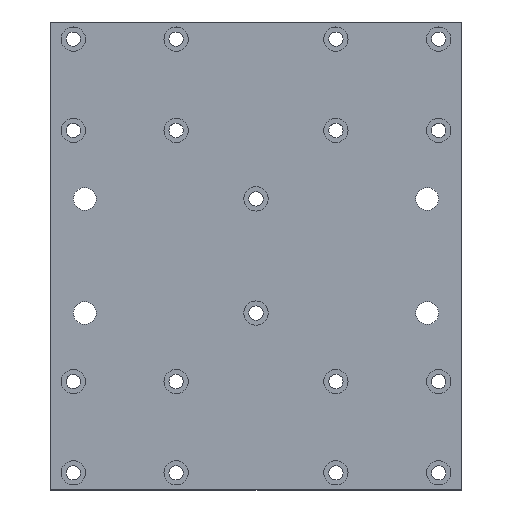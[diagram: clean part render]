
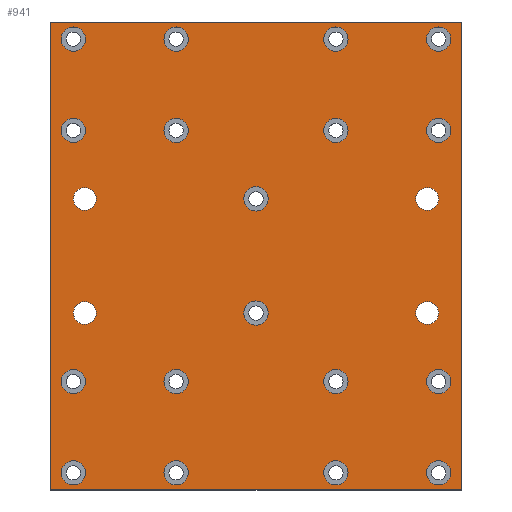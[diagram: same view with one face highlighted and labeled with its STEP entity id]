
A CAD part, top view. The second image highlights one B-rep face of the part: STEP entity #941.
In plain terms, the highlighted planar face has unit normal (0, 0, 1).
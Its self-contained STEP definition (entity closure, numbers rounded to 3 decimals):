
#17=LINE('',#1623,#29);
#20=LINE('',#1629,#32);
#23=LINE('',#1635,#35);
#26=LINE('',#1639,#38);
#29=VECTOR('',#1377,10.);
#32=VECTOR('',#1382,10.);
#35=VECTOR('',#1387,10.);
#38=VECTOR('',#1392,10.);
#61=PLANE('',#1093);
#121=FACE_BOUND('',#350,.T.);
#122=FACE_BOUND('',#351,.T.);
#123=FACE_BOUND('',#352,.T.);
#124=FACE_BOUND('',#353,.T.);
#125=FACE_BOUND('',#354,.T.);
#126=FACE_BOUND('',#355,.T.);
#127=FACE_BOUND('',#356,.T.);
#128=FACE_BOUND('',#357,.T.);
#129=FACE_BOUND('',#358,.T.);
#130=FACE_BOUND('',#359,.T.);
#131=FACE_BOUND('',#360,.T.);
#132=FACE_BOUND('',#361,.T.);
#133=FACE_BOUND('',#362,.T.);
#134=FACE_BOUND('',#363,.T.);
#135=FACE_BOUND('',#364,.T.);
#136=FACE_BOUND('',#365,.T.);
#137=FACE_BOUND('',#366,.T.);
#138=FACE_BOUND('',#367,.T.);
#139=FACE_BOUND('',#368,.T.);
#140=FACE_BOUND('',#369,.T.);
#141=FACE_BOUND('',#370,.T.);
#142=FACE_BOUND('',#371,.T.);
#227=FACE_OUTER_BOUND('',#349,.T.);
#349=EDGE_LOOP('',(#787,#788,#789,#790));
#350=EDGE_LOOP('',(#791));
#351=EDGE_LOOP('',(#792));
#352=EDGE_LOOP('',(#793));
#353=EDGE_LOOP('',(#794));
#354=EDGE_LOOP('',(#795));
#355=EDGE_LOOP('',(#796));
#356=EDGE_LOOP('',(#797));
#357=EDGE_LOOP('',(#798));
#358=EDGE_LOOP('',(#799));
#359=EDGE_LOOP('',(#800));
#360=EDGE_LOOP('',(#801));
#361=EDGE_LOOP('',(#802));
#362=EDGE_LOOP('',(#803));
#363=EDGE_LOOP('',(#804));
#364=EDGE_LOOP('',(#805));
#365=EDGE_LOOP('',(#806));
#366=EDGE_LOOP('',(#807));
#367=EDGE_LOOP('',(#808));
#368=EDGE_LOOP('',(#809));
#369=EDGE_LOOP('',(#810));
#370=EDGE_LOOP('',(#811));
#371=EDGE_LOOP('',(#812));
#396=CIRCLE('',#953,4.);
#398=CIRCLE('',#956,4.);
#400=CIRCLE('',#959,4.);
#402=CIRCLE('',#962,4.);
#405=CIRCLE('',#967,4.25);
#409=CIRCLE('',#974,4.25);
#413=CIRCLE('',#981,4.25);
#417=CIRCLE('',#988,4.25);
#421=CIRCLE('',#995,4.25);
#425=CIRCLE('',#1002,4.25);
#429=CIRCLE('',#1009,4.25);
#433=CIRCLE('',#1016,4.25);
#437=CIRCLE('',#1023,4.25);
#441=CIRCLE('',#1030,4.25);
#445=CIRCLE('',#1037,4.25);
#449=CIRCLE('',#1044,4.25);
#453=CIRCLE('',#1051,4.25);
#457=CIRCLE('',#1058,4.25);
#461=CIRCLE('',#1065,4.25);
#465=CIRCLE('',#1072,4.25);
#469=CIRCLE('',#1079,4.25);
#473=CIRCLE('',#1086,4.25);
#476=VERTEX_POINT('',#1401);
#478=VERTEX_POINT('',#1406);
#480=VERTEX_POINT('',#1411);
#482=VERTEX_POINT('',#1416);
#485=VERTEX_POINT('',#1424);
#489=VERTEX_POINT('',#1435);
#493=VERTEX_POINT('',#1446);
#497=VERTEX_POINT('',#1457);
#501=VERTEX_POINT('',#1468);
#505=VERTEX_POINT('',#1479);
#509=VERTEX_POINT('',#1490);
#513=VERTEX_POINT('',#1501);
#517=VERTEX_POINT('',#1512);
#521=VERTEX_POINT('',#1523);
#525=VERTEX_POINT('',#1534);
#529=VERTEX_POINT('',#1545);
#533=VERTEX_POINT('',#1556);
#537=VERTEX_POINT('',#1567);
#541=VERTEX_POINT('',#1578);
#545=VERTEX_POINT('',#1589);
#549=VERTEX_POINT('',#1600);
#553=VERTEX_POINT('',#1611);
#557=VERTEX_POINT('',#1620);
#558=VERTEX_POINT('',#1622);
#560=VERTEX_POINT('',#1628);
#562=VERTEX_POINT('',#1634);
#564=EDGE_CURVE('',#476,#476,#396,.T.);
#566=EDGE_CURVE('',#478,#478,#398,.T.);
#568=EDGE_CURVE('',#480,#480,#400,.T.);
#570=EDGE_CURVE('',#482,#482,#402,.T.);
#573=EDGE_CURVE('',#485,#485,#405,.T.);
#577=EDGE_CURVE('',#489,#489,#409,.T.);
#581=EDGE_CURVE('',#493,#493,#413,.T.);
#585=EDGE_CURVE('',#497,#497,#417,.T.);
#589=EDGE_CURVE('',#501,#501,#421,.T.);
#593=EDGE_CURVE('',#505,#505,#425,.T.);
#597=EDGE_CURVE('',#509,#509,#429,.T.);
#601=EDGE_CURVE('',#513,#513,#433,.T.);
#605=EDGE_CURVE('',#517,#517,#437,.T.);
#609=EDGE_CURVE('',#521,#521,#441,.T.);
#613=EDGE_CURVE('',#525,#525,#445,.T.);
#617=EDGE_CURVE('',#529,#529,#449,.T.);
#621=EDGE_CURVE('',#533,#533,#453,.T.);
#625=EDGE_CURVE('',#537,#537,#457,.T.);
#629=EDGE_CURVE('',#541,#541,#461,.T.);
#633=EDGE_CURVE('',#545,#545,#465,.T.);
#637=EDGE_CURVE('',#549,#549,#469,.T.);
#641=EDGE_CURVE('',#553,#553,#473,.T.);
#645=EDGE_CURVE('',#558,#557,#17,.T.);
#648=EDGE_CURVE('',#560,#558,#20,.T.);
#651=EDGE_CURVE('',#562,#560,#23,.T.);
#654=EDGE_CURVE('',#557,#562,#26,.T.);
#787=ORIENTED_EDGE('',*,*,#654,.T.);
#788=ORIENTED_EDGE('',*,*,#651,.T.);
#789=ORIENTED_EDGE('',*,*,#648,.T.);
#790=ORIENTED_EDGE('',*,*,#645,.T.);
#791=ORIENTED_EDGE('',*,*,#564,.T.);
#792=ORIENTED_EDGE('',*,*,#566,.T.);
#793=ORIENTED_EDGE('',*,*,#568,.T.);
#794=ORIENTED_EDGE('',*,*,#570,.T.);
#795=ORIENTED_EDGE('',*,*,#573,.T.);
#796=ORIENTED_EDGE('',*,*,#577,.T.);
#797=ORIENTED_EDGE('',*,*,#581,.T.);
#798=ORIENTED_EDGE('',*,*,#585,.T.);
#799=ORIENTED_EDGE('',*,*,#589,.T.);
#800=ORIENTED_EDGE('',*,*,#593,.T.);
#801=ORIENTED_EDGE('',*,*,#597,.T.);
#802=ORIENTED_EDGE('',*,*,#601,.T.);
#803=ORIENTED_EDGE('',*,*,#605,.T.);
#804=ORIENTED_EDGE('',*,*,#609,.T.);
#805=ORIENTED_EDGE('',*,*,#613,.T.);
#806=ORIENTED_EDGE('',*,*,#617,.T.);
#807=ORIENTED_EDGE('',*,*,#621,.T.);
#808=ORIENTED_EDGE('',*,*,#625,.T.);
#809=ORIENTED_EDGE('',*,*,#629,.T.);
#810=ORIENTED_EDGE('',*,*,#633,.T.);
#811=ORIENTED_EDGE('',*,*,#637,.T.);
#812=ORIENTED_EDGE('',*,*,#641,.T.);
#941=ADVANCED_FACE('',(#227,#121,#122,#123,#124,#125,#126,#127,#128,#129,
#130,#131,#132,#133,#134,#135,#136,#137,#138,#139,#140,#141,#142),#61,.T.);
#953=AXIS2_PLACEMENT_3D('',#1402,#1101,#1102);
#956=AXIS2_PLACEMENT_3D('',#1407,#1107,#1108);
#959=AXIS2_PLACEMENT_3D('',#1412,#1113,#1114);
#962=AXIS2_PLACEMENT_3D('',#1417,#1119,#1120);
#967=AXIS2_PLACEMENT_3D('',#1425,#1129,#1130);
#974=AXIS2_PLACEMENT_3D('',#1436,#1143,#1144);
#981=AXIS2_PLACEMENT_3D('',#1447,#1157,#1158);
#988=AXIS2_PLACEMENT_3D('',#1458,#1171,#1172);
#995=AXIS2_PLACEMENT_3D('',#1469,#1185,#1186);
#1002=AXIS2_PLACEMENT_3D('',#1480,#1199,#1200);
#1009=AXIS2_PLACEMENT_3D('',#1491,#1213,#1214);
#1016=AXIS2_PLACEMENT_3D('',#1502,#1227,#1228);
#1023=AXIS2_PLACEMENT_3D('',#1513,#1241,#1242);
#1030=AXIS2_PLACEMENT_3D('',#1524,#1255,#1256);
#1037=AXIS2_PLACEMENT_3D('',#1535,#1269,#1270);
#1044=AXIS2_PLACEMENT_3D('',#1546,#1283,#1284);
#1051=AXIS2_PLACEMENT_3D('',#1557,#1297,#1298);
#1058=AXIS2_PLACEMENT_3D('',#1568,#1311,#1312);
#1065=AXIS2_PLACEMENT_3D('',#1579,#1325,#1326);
#1072=AXIS2_PLACEMENT_3D('',#1590,#1339,#1340);
#1079=AXIS2_PLACEMENT_3D('',#1601,#1353,#1354);
#1086=AXIS2_PLACEMENT_3D('',#1612,#1367,#1368);
#1093=AXIS2_PLACEMENT_3D('',#1640,#1393,#1394);
#1101=DIRECTION('center_axis',(0.,0.,-1.));
#1102=DIRECTION('ref_axis',(1.,0.,0.));
#1107=DIRECTION('center_axis',(0.,0.,-1.));
#1108=DIRECTION('ref_axis',(1.,0.,0.));
#1113=DIRECTION('center_axis',(0.,0.,-1.));
#1114=DIRECTION('ref_axis',(1.,0.,0.));
#1119=DIRECTION('center_axis',(0.,0.,-1.));
#1120=DIRECTION('ref_axis',(1.,0.,0.));
#1129=DIRECTION('center_axis',(0.,0.,-1.));
#1130=DIRECTION('ref_axis',(1.,0.,0.));
#1143=DIRECTION('center_axis',(0.,0.,-1.));
#1144=DIRECTION('ref_axis',(1.,0.,0.));
#1157=DIRECTION('center_axis',(0.,0.,-1.));
#1158=DIRECTION('ref_axis',(1.,0.,0.));
#1171=DIRECTION('center_axis',(0.,0.,-1.));
#1172=DIRECTION('ref_axis',(1.,0.,0.));
#1185=DIRECTION('center_axis',(0.,0.,-1.));
#1186=DIRECTION('ref_axis',(1.,0.,0.));
#1199=DIRECTION('center_axis',(0.,0.,-1.));
#1200=DIRECTION('ref_axis',(1.,0.,0.));
#1213=DIRECTION('center_axis',(0.,0.,-1.));
#1214=DIRECTION('ref_axis',(1.,0.,0.));
#1227=DIRECTION('center_axis',(0.,0.,-1.));
#1228=DIRECTION('ref_axis',(1.,0.,0.));
#1241=DIRECTION('center_axis',(0.,0.,-1.));
#1242=DIRECTION('ref_axis',(1.,0.,0.));
#1255=DIRECTION('center_axis',(0.,0.,-1.));
#1256=DIRECTION('ref_axis',(1.,0.,0.));
#1269=DIRECTION('center_axis',(0.,0.,-1.));
#1270=DIRECTION('ref_axis',(1.,0.,0.));
#1283=DIRECTION('center_axis',(0.,0.,-1.));
#1284=DIRECTION('ref_axis',(1.,0.,0.));
#1297=DIRECTION('center_axis',(0.,0.,-1.));
#1298=DIRECTION('ref_axis',(1.,0.,0.));
#1311=DIRECTION('center_axis',(0.,0.,-1.));
#1312=DIRECTION('ref_axis',(1.,0.,0.));
#1325=DIRECTION('center_axis',(0.,0.,-1.));
#1326=DIRECTION('ref_axis',(1.,0.,0.));
#1339=DIRECTION('center_axis',(0.,0.,-1.));
#1340=DIRECTION('ref_axis',(1.,0.,0.));
#1353=DIRECTION('center_axis',(0.,0.,-1.));
#1354=DIRECTION('ref_axis',(1.,0.,0.));
#1367=DIRECTION('center_axis',(0.,0.,-1.));
#1368=DIRECTION('ref_axis',(1.,0.,0.));
#1377=DIRECTION('',(0.,-1.,0.));
#1382=DIRECTION('',(-1.,0.,0.));
#1387=DIRECTION('',(0.,1.,0.));
#1392=DIRECTION('',(1.,0.,0.));
#1393=DIRECTION('center_axis',(0.,0.,1.));
#1394=DIRECTION('ref_axis',(1.,0.,0.));
#1401=CARTESIAN_POINT('',(16.,62.,10.));
#1402=CARTESIAN_POINT('Origin',(12.,62.,10.));
#1406=CARTESIAN_POINT('',(16.,102.,10.));
#1407=CARTESIAN_POINT('Origin',(12.,102.,10.));
#1411=CARTESIAN_POINT('',(136.,102.,10.));
#1412=CARTESIAN_POINT('Origin',(132.,102.,10.));
#1416=CARTESIAN_POINT('',(136.,62.,10.));
#1417=CARTESIAN_POINT('Origin',(132.,62.,10.));
#1424=CARTESIAN_POINT('',(76.25,102.,10.));
#1425=CARTESIAN_POINT('Origin',(72.,102.,10.));
#1435=CARTESIAN_POINT('',(104.25,38.,10.));
#1436=CARTESIAN_POINT('Origin',(100.,38.,10.));
#1446=CARTESIAN_POINT('',(140.25,6.,10.));
#1447=CARTESIAN_POINT('Origin',(136.,6.,10.));
#1457=CARTESIAN_POINT('',(48.25,6.,10.));
#1458=CARTESIAN_POINT('Origin',(44.,6.,10.));
#1468=CARTESIAN_POINT('',(48.25,38.,10.));
#1469=CARTESIAN_POINT('Origin',(44.,38.,10.));
#1479=CARTESIAN_POINT('',(140.25,126.,10.));
#1480=CARTESIAN_POINT('Origin',(136.,126.,10.));
#1490=CARTESIAN_POINT('',(104.25,158.,10.));
#1491=CARTESIAN_POINT('Origin',(100.,158.,10.));
#1501=CARTESIAN_POINT('',(12.25,126.,10.));
#1502=CARTESIAN_POINT('Origin',(8.,126.,10.));
#1512=CARTESIAN_POINT('',(12.25,158.,10.));
#1513=CARTESIAN_POINT('Origin',(8.,158.,10.));
#1523=CARTESIAN_POINT('',(48.25,158.,10.));
#1524=CARTESIAN_POINT('Origin',(44.,158.,10.));
#1534=CARTESIAN_POINT('',(48.25,126.,10.));
#1535=CARTESIAN_POINT('Origin',(44.,126.,10.));
#1545=CARTESIAN_POINT('',(104.25,126.,10.));
#1546=CARTESIAN_POINT('Origin',(100.,126.,10.));
#1556=CARTESIAN_POINT('',(140.25,158.,10.));
#1557=CARTESIAN_POINT('Origin',(136.,158.,10.));
#1567=CARTESIAN_POINT('',(12.25,38.,10.));
#1568=CARTESIAN_POINT('Origin',(8.,38.,10.));
#1578=CARTESIAN_POINT('',(12.25,6.,10.));
#1579=CARTESIAN_POINT('Origin',(8.,6.,10.));
#1589=CARTESIAN_POINT('',(140.25,38.,10.));
#1590=CARTESIAN_POINT('Origin',(136.,38.,10.));
#1600=CARTESIAN_POINT('',(104.25,6.,10.));
#1601=CARTESIAN_POINT('Origin',(100.,6.,10.));
#1611=CARTESIAN_POINT('',(76.25,62.,10.));
#1612=CARTESIAN_POINT('Origin',(72.,62.,10.));
#1620=CARTESIAN_POINT('',(0.,0.,10.));
#1622=CARTESIAN_POINT('',(0.,164.,10.));
#1623=CARTESIAN_POINT('',(0.,164.,10.));
#1628=CARTESIAN_POINT('',(144.,164.,10.));
#1629=CARTESIAN_POINT('',(144.,164.,10.));
#1634=CARTESIAN_POINT('',(144.,0.,10.));
#1635=CARTESIAN_POINT('',(144.,0.,10.));
#1639=CARTESIAN_POINT('',(0.,0.,10.));
#1640=CARTESIAN_POINT('Origin',(72.,82.,10.));
